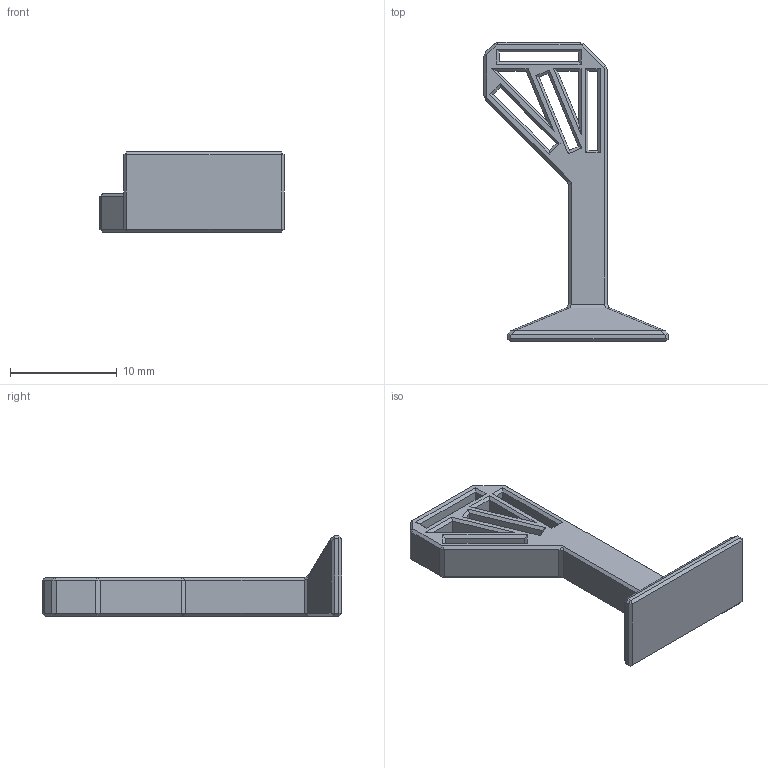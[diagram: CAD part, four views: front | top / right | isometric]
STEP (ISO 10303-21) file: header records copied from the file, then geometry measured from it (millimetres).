
FILE_DESCRIPTION(/* description */ (''),/* implementation_level */ '2;1');
FILE_NAME(/* name */ 'e32wamb antholder v4.step',/* time_stamp */ '2025-05-04T10:36:03+02:00',/* author */ (''),/* organization */ (''),/* preprocessor_version */ 'ST-DEVELOPER v20.1',/* originating_system */ 'Autodesk Translation Framework v14.4.0.0',/* authorisation */ '');
FILE_SCHEMA (('AUTOMOTIVE_DESIGN { 1 0 10303 214 3 1 1 }'));
Length unit declared in the file: millimetre
Products named in the file (1): e32wamb antholder
Bounding box: 17.24 x 28 x 7.5 mm (x, y, z)
Volume: 656.3 mm3; surface area: 1028.4 mm2
Topology: 1 solids, 1 shells, 144 faces, 310 edges, 168 vertices
Faces by surface type: plane 142, bspline 2
Entity records: 3747 total; most frequent: CARTESIAN_POINT 653, ORIENTED_EDGE 620, DIRECTION 596, LINE 310, VECTOR 310, EDGE_CURVE 310, VERTEX_POINT 168, EDGE_LOOP 156
